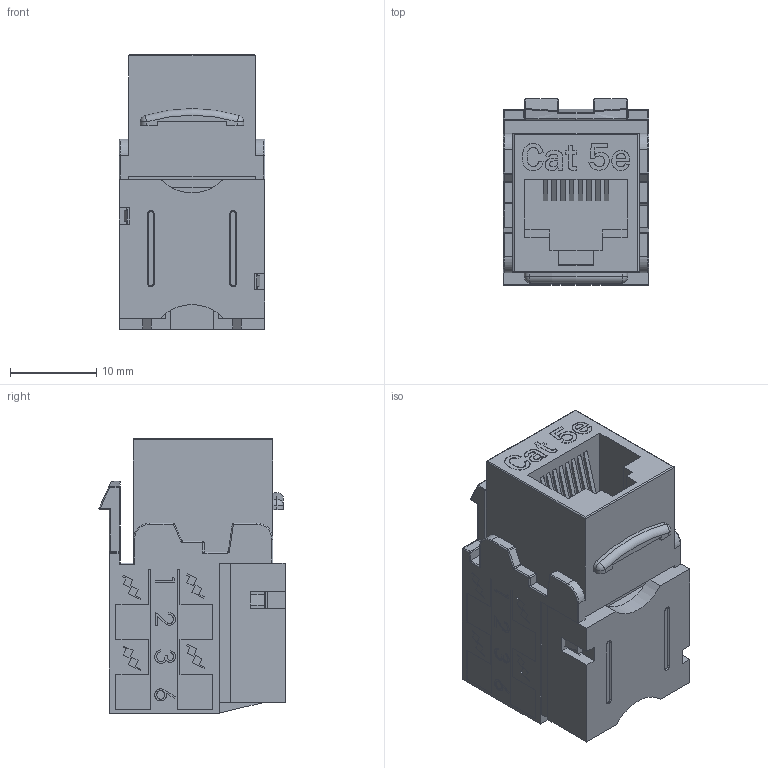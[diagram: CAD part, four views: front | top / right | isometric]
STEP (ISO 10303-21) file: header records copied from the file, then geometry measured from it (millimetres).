
FILE_DESCRIPTION (( 'STEP AP203' ), '1' );
FILE_NAME ('MJS110C5E.STEP', '2013-07-12T20:04:39', ( 'x' ), ( '' ), 'SwSTEP 2.0', 'SolidWorks 2012', '' );
FILE_SCHEMA (( 'CONFIG_CONTROL_DESIGN' ));
Length unit declared in the file: inch
Products named in the file (3): MJS110C5E; MJS110C6-MA11; MJS110C6-MA12_MJS110C5
Assembly tree (2 placements, depth 2):
  MJS110C5E
    MJS110C6-MA12_MJS110C5
    MJS110C6-MA11
Bounding box: 16.92 x 21.59 x 31.85 mm (x, y, z)
Volume: 7578.3 mm3; surface area: 6078.8 mm2
Topology: 2 solids, 2 shells, 822 faces, 2271 edges, 1469 vertices
Faces by surface type: plane 592, bspline 99, cylinder 91, torus 20, sphere 20
Entity records: 31050 total; most frequent: CARTESIAN_POINT 10445, ORIENTED_EDGE 4510, DIRECTION 3684, EDGE_CURVE 2255, LINE 1852, VECTOR 1852, VERTEX_POINT 1465, AXIS2_PLACEMENT_3D 916
